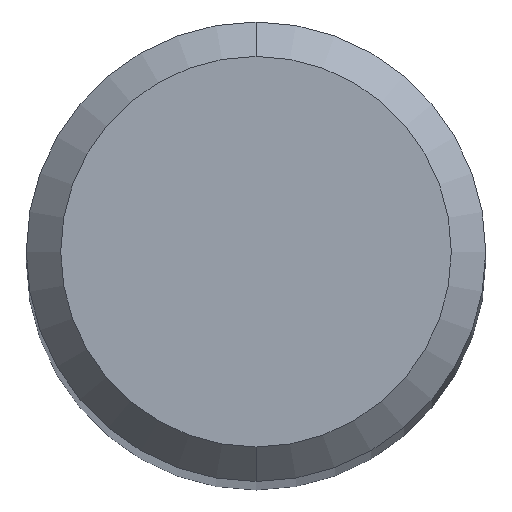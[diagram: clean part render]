
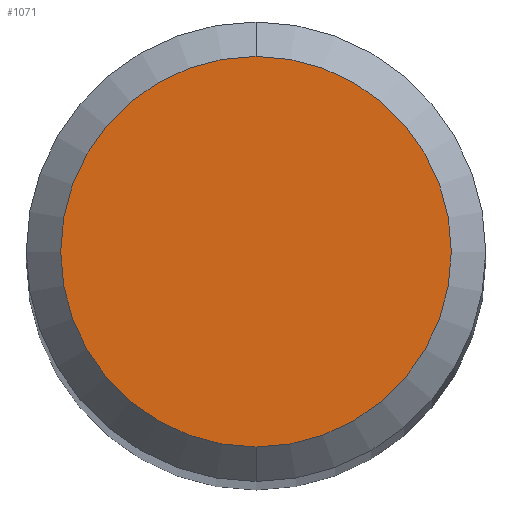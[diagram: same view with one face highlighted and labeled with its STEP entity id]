
A CAD part, top view. The second image highlights one B-rep face of the part: STEP entity #1071.
In plain terms, the highlighted planar face has unit normal (0, 0, 1).
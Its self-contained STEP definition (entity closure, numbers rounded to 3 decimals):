
#459=VERTEX_POINT('',#1220);
#573=VERTEX_POINT('',#1341);
#819=EDGE_CURVE('',#573,#459,#1613,.T.);
#969=EDGE_CURVE('',#459,#573,#1775,.T.);
#1071=ADVANCED_FACE('',(#1885),#1886,.T.);
#1220=CARTESIAN_POINT('',(0.,-1.7,0.0));
#1341=CARTESIAN_POINT('',(0.0,1.7,0.0));
#1613=CIRCLE('',#3931,1.7);
#1775=CIRCLE('',#4316,1.7);
#1885=FACE_OUTER_BOUND('',#4727,.T.);
#1886=PLANE('',#4728);
#3931=AXIS2_PLACEMENT_3D('',#5436,#5437,#5438);
#4316=AXIS2_PLACEMENT_3D('',#5607,#5608,#5609);
#4727=EDGE_LOOP('',(#5723,#5724));
#4728=AXIS2_PLACEMENT_3D('',#5725,#5726,#5727);
#5436=CARTESIAN_POINT('',(0.0,0.0,0.0));
#5437=DIRECTION('',(0.0,0.0,-1.0));
#5438=DIRECTION('',(0.0,1.0,0.0));
#5607=CARTESIAN_POINT('',(0.0,0.0,0.0));
#5608=DIRECTION('',(0.0,0.0,-1.0));
#5609=DIRECTION('',(0.0,1.0,0.0));
#5723=ORIENTED_EDGE('',*,*,#819,.F.);
#5724=ORIENTED_EDGE('',*,*,#969,.F.);
#5725=CARTESIAN_POINT('',(0.0,0.85,0.0));
#5726=DIRECTION('',(-0.0,0.0,1.0));
#5727=DIRECTION('',(0.0,-1.0,0.0));
